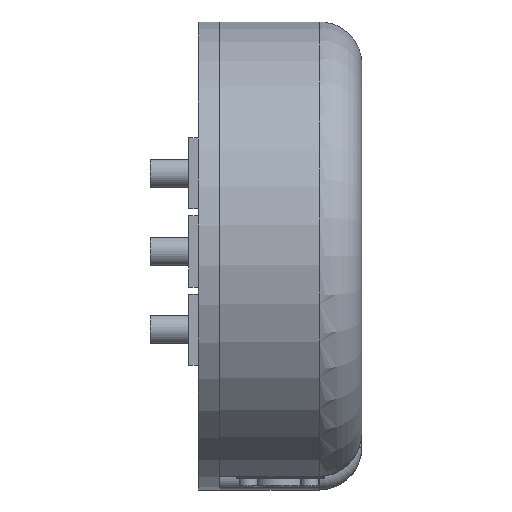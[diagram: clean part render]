
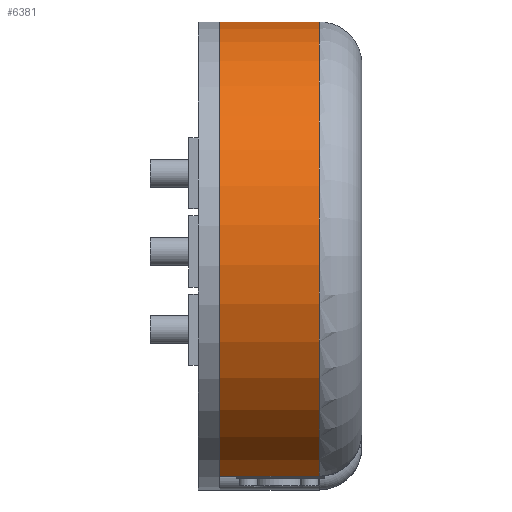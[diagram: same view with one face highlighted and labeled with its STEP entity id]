
A CAD part, left-side view. The second image highlights one B-rep face of the part: STEP entity #6381.
In plain terms, the highlighted cylindrical face has radius 16.5 mm (diameter 33 mm), a partial arc.
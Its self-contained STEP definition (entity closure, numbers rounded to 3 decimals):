
#475=CIRCLE('',#6997,16.5);
#515=CIRCLE('',#7053,16.5);
#624=CYLINDRICAL_SURFACE('',#7052,16.5);
#952=FACE_OUTER_BOUND('',#1370,.T.);
#1370=EDGE_LOOP('',(#5522,#5523,#5524,#5525));
#1986=LINE('',#10702,#2593);
#1991=LINE('',#10768,#2598);
#2593=VECTOR('',#8686,10.);
#2598=VECTOR('',#8721,10.);
#3135=VERTEX_POINT('',#10512);
#3136=VERTEX_POINT('',#10514);
#3179=VERTEX_POINT('',#10700);
#3185=VERTEX_POINT('',#10766);
#3922=EDGE_CURVE('',#3136,#3135,#475,.T.);
#3982=EDGE_CURVE('',#3179,#3135,#1986,.T.);
#3996=EDGE_CURVE('',#3185,#3179,#515,.T.);
#3997=EDGE_CURVE('',#3136,#3185,#1991,.T.);
#5522=ORIENTED_EDGE('',*,*,#3982,.F.);
#5523=ORIENTED_EDGE('',*,*,#3996,.F.);
#5524=ORIENTED_EDGE('',*,*,#3997,.F.);
#5525=ORIENTED_EDGE('',*,*,#3922,.T.);
#6381=ADVANCED_FACE('',(#952),#624,.T.);
#6997=AXIS2_PLACEMENT_3D('',#10515,#8580,#8581);
#7052=AXIS2_PLACEMENT_3D('',#10765,#8717,#8718);
#7053=AXIS2_PLACEMENT_3D('',#10767,#8719,#8720);
#8580=DIRECTION('center_axis',(0.,-1.,0.));
#8581=DIRECTION('ref_axis',(0.558,0.,0.83));
#8686=DIRECTION('',(0.,1.,0.));
#8717=DIRECTION('center_axis',(0.,-1.,0.));
#8718=DIRECTION('ref_axis',(-0.892,0.,0.452));
#8719=DIRECTION('center_axis',(0.,-1.,0.));
#8720=DIRECTION('ref_axis',(-0.91,0.,0.414));
#8721=DIRECTION('',(0.,-1.,0.));
#10512=CARTESIAN_POINT('',(-26.289,9.9,-19.211));
#10514=CARTESIAN_POINT('',(-11.482,9.9,10.));
#10515=CARTESIAN_POINT('Origin',(-20.694,9.9,-3.689));
#10700=CARTESIAN_POINT('',(-26.289,2.9,-19.211));
#10702=CARTESIAN_POINT('',(-26.289,9.9,-19.211));
#10765=CARTESIAN_POINT('Origin',(-20.694,9.9,-3.689));
#10766=CARTESIAN_POINT('',(-11.482,2.9,10.));
#10767=CARTESIAN_POINT('Origin',(-20.694,2.9,-3.689));
#10768=CARTESIAN_POINT('',(-11.482,9.9,10.));
